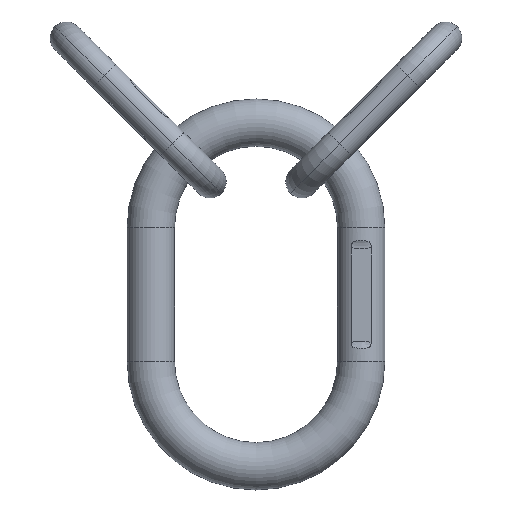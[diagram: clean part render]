
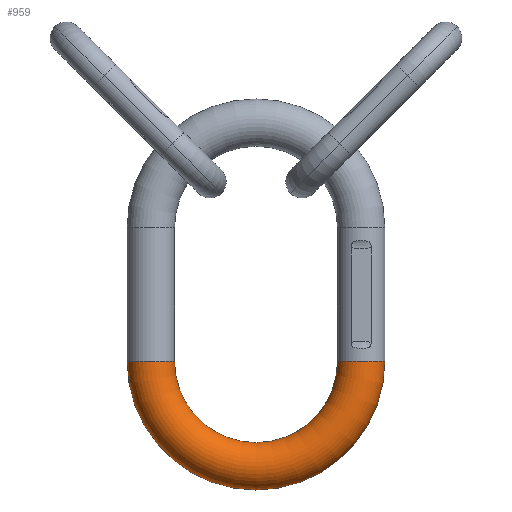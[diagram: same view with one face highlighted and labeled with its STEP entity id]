
A CAD part, top view. The second image highlights one B-rep face of the part: STEP entity #959.
In plain terms, the highlighted toroidal (fillet/blend) face has major radius 71 mm and minor radius 16 mm.
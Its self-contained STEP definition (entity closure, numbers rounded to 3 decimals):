
#101=CARTESIAN_POINT('Vertex',(-55.,-45.,0.)) ;
#108=CARTESIAN_POINT('Vertex',(-87.,-45.,0.)) ;
#154=CARTESIAN_POINT('Vertex',(55.,-45.,0.)) ;
#161=CARTESIAN_POINT('Vertex',(87.,-45.,0.)) ;
#358=CARTESIAN_POINT('Axis2P3D Location',(-71.,-45.,0.)) ;
#375=CARTESIAN_POINT('Axis2P3D Location',(0.,-45.,0.)) ;
#380=CARTESIAN_POINT('Axis2P3D Location',(0.,-45.,0.)) ;
#397=CARTESIAN_POINT('Axis2P3D Location',(71.,-45.,0.)) ;
#948=CARTESIAN_POINT('Axis2P3D Location',(0.,-45.,0.)) ;
#359=DIRECTION('Axis2P3D Direction',(0.,1.,-0.)) ;
#376=DIRECTION('Axis2P3D Direction',(0.,0.,1.)) ;
#381=DIRECTION('Axis2P3D Direction',(0.,0.,1.)) ;
#398=DIRECTION('Axis2P3D Direction',(0.,-1.,0.)) ;
#949=DIRECTION('Axis2P3D Direction',(0.,0.,1.)) ;
#950=DIRECTION('Axis2P3D XDirection',(-1.,0.,0.)) ;
#360=AXIS2_PLACEMENT_3D('Circle Axis2P3D',#358,#359,$) ;
#377=AXIS2_PLACEMENT_3D('Circle Axis2P3D',#375,#376,$) ;
#382=AXIS2_PLACEMENT_3D('Circle Axis2P3D',#380,#381,$) ;
#399=AXIS2_PLACEMENT_3D('Circle Axis2P3D',#397,#398,$) ;
#951=AXIS2_PLACEMENT_3D('Torus Axis2P3D',#948,#949,#950) ;
#954=ORIENTED_EDGE('',*,*,#401,.T.) ;
#955=ORIENTED_EDGE('',*,*,#384,.F.) ;
#956=ORIENTED_EDGE('',*,*,#362,.F.) ;
#957=ORIENTED_EDGE('',*,*,#379,.T.) ;
#959=ADVANCED_FACE('\X2\51434EF6672C9AD4\X0\',(#958),#952,.T.) ;
#361=CIRCLE('generated circle',#360,16.) ;
#378=CIRCLE('generated circle',#377,87.) ;
#383=CIRCLE('generated circle',#382,55.) ;
#400=CIRCLE('generated circle',#399,16.) ;
#952=TOROIDAL_SURFACE('homeo Torus',#951,71.,16.) ;
#362=EDGE_CURVE('',#109,#102,#361,.T.) ;
#379=EDGE_CURVE('',#109,#162,#378,.T.) ;
#384=EDGE_CURVE('',#102,#155,#383,.T.) ;
#401=EDGE_CURVE('',#162,#155,#400,.T.) ;
#953=EDGE_LOOP('',(#954,#955,#956,#957)) ;
#958=FACE_OUTER_BOUND('',#953,.T.) ;
#102=VERTEX_POINT('',#101) ;
#109=VERTEX_POINT('',#108) ;
#155=VERTEX_POINT('',#154) ;
#162=VERTEX_POINT('',#161) ;
